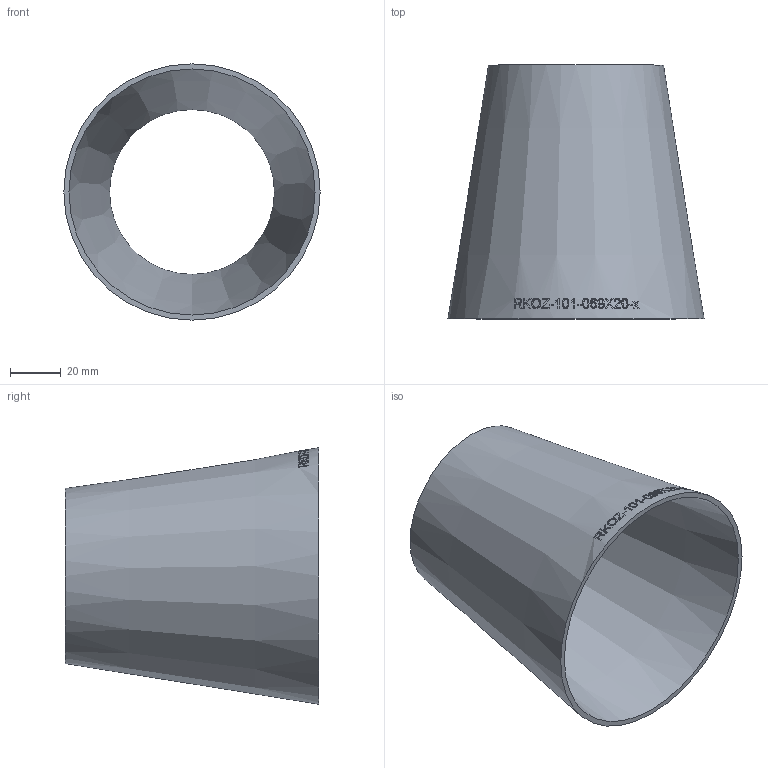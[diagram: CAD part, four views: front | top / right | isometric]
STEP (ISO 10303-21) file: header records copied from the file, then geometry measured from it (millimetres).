
FILE_DESCRIPTION (( 'STEP AP214' ), '1' );
FILE_NAME ('RKOZ-101-069X20-x Reduzierung aus Rohr 2006.STEP', '2020-06-23T07:32:58', ( '' ), ( '' ), 'SwSTEP 2.0', 'SolidWorks 2019', '' );
FILE_SCHEMA (( 'AUTOMOTIVE_DESIGN' ));
Length unit declared in the file: millimetre
Products named in the file (1): RKOZ-101-069X20-x Reduzierung aus Rohr 2006
Bounding box: 101 x 100 x 101 mm (x, y, z)
Volume: 52735.3 mm3; surface area: 53859.6 mm2
Topology: 1 solids, 1 shells, 209 faces, 549 edges, 366 vertices
Faces by surface type: bspline 181, cone 26, plane 2
Entity records: 26376 total; most frequent: CARTESIAN_POINT 20615, ORIENTED_EDGE 1094, EDGE_CURVE 547, B_SPLINE_CURVE_WITH_KNOTS 543, VERTEX_POINT 366, EDGE_LOOP 237, ADVANCED_FACE 209, FACE_OUTER_BOUND 209
